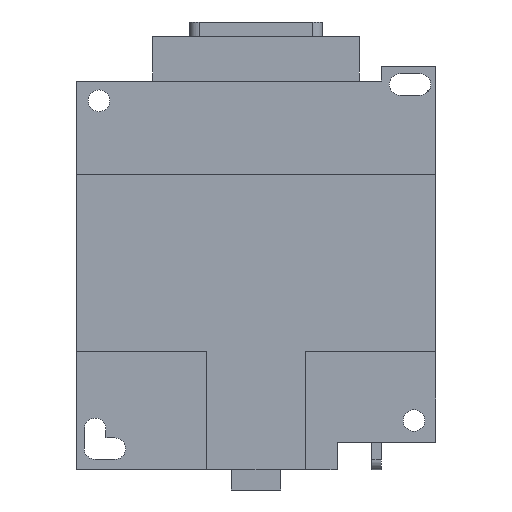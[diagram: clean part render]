
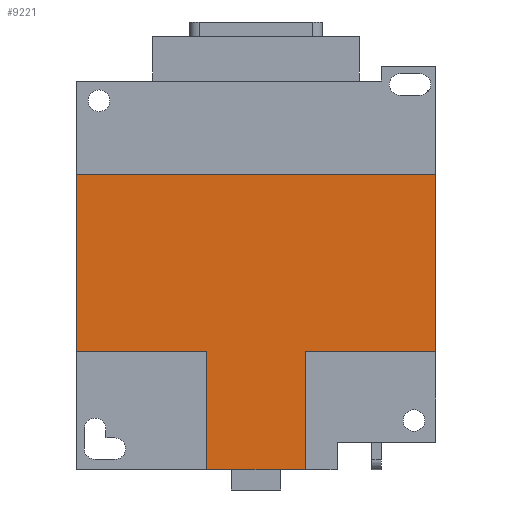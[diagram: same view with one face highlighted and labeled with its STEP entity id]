
A CAD part, front view. The second image highlights one B-rep face of the part: STEP entity #9221.
In plain terms, the highlighted planar face has unit normal (0, -1, 0).
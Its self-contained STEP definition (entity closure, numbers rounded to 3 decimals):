
#254 = CARTESIAN_POINT ( 'NONE',  ( 10., -38.5, -15.5 ) ) ;
#269 = VECTOR ( 'NONE', #12592, 1000. ) ;
#303 = CARTESIAN_POINT ( 'NONE',  ( -10., -38.5, -15.5 ) ) ;
#722 = CARTESIAN_POINT ( 'NONE',  ( 10., -38.5, -39.5 ) ) ;
#871 = CARTESIAN_POINT ( 'NONE',  ( -36.5, -38.5, -15.5 ) ) ;
#1175 = CARTESIAN_POINT ( 'NONE',  ( -36.5, -38.5, 20.5 ) ) ;
#1228 = EDGE_CURVE ( 'NONE', #18093, #3876, #13010, .T. ) ;
#1521 = DIRECTION ( 'NONE',  ( 0., 0., -1. ) ) ;
#1966 = CARTESIAN_POINT ( 'NONE',  ( -36.5, -38.5, -15.5 ) ) ;
#3284 = LINE ( 'NONE', #15430, #4006 ) ;
#3485 = DIRECTION ( 'NONE',  ( -1., 0., 0. ) ) ;
#3867 = CARTESIAN_POINT ( 'NONE',  ( -10., -38.5, -39.5 ) ) ;
#3876 = VERTEX_POINT ( 'NONE', #722 ) ;
#4006 = VECTOR ( 'NONE', #8017, 1000. ) ;
#4192 = VERTEX_POINT ( 'NONE', #871 ) ;
#4385 = ORIENTED_EDGE ( 'NONE', *, *, #9423, .T. ) ;
#4387 = ORIENTED_EDGE ( 'NONE', *, *, #1228, .F. ) ;
#4480 = CARTESIAN_POINT ( 'NONE',  ( -36.5, -38.5, 20.5 ) ) ;
#4642 = VECTOR ( 'NONE', #18345, 1000. ) ;
#4962 = CARTESIAN_POINT ( 'NONE',  ( -36.5, -38.5, 20.5 ) ) ;
#5242 = VECTOR ( 'NONE', #3485, 1000. ) ;
#5347 = CARTESIAN_POINT ( 'NONE',  ( 36.5, -38.5, 20.5 ) ) ;
#5726 = EDGE_CURVE ( 'NONE', #11595, #4192, #19418, .T. ) ;
#6476 = ORIENTED_EDGE ( 'NONE', *, *, #8766, .F. ) ;
#7107 = CARTESIAN_POINT ( 'NONE',  ( 10., -38.5, -39.5 ) ) ;
#7190 = AXIS2_PLACEMENT_3D ( 'NONE', #17052, #17245, #16850 ) ;
#7457 = LINE ( 'NONE', #9294, #4642 ) ;
#8017 = DIRECTION ( 'NONE',  ( 1., 0., 0. ) ) ;
#8202 = EDGE_CURVE ( 'NONE', #14945, #11595, #10856, .T. ) ;
#8766 = EDGE_CURVE ( 'NONE', #3876, #14583, #7457, .T. ) ;
#9221 = ADVANCED_FACE ( 'NONE', ( #13921 ), #11232, .T. ) ;
#9294 = CARTESIAN_POINT ( 'NONE',  ( 10., -38.5, -39.5 ) ) ;
#9346 = LINE ( 'NONE', #1966, #269 ) ;
#9423 = EDGE_CURVE ( 'NONE', #4192, #12392, #9346, .T. ) ;
#9724 = VECTOR ( 'NONE', #14460, 1000. ) ;
#10325 = CARTESIAN_POINT ( 'NONE',  ( -10., -38.5, -39.5 ) ) ;
#10856 = LINE ( 'NONE', #4962, #5242 ) ;
#11139 = VERTEX_POINT ( 'NONE', #17947 ) ;
#11232 = PLANE ( 'NONE',  #7190 ) ;
#11263 = ORIENTED_EDGE ( 'NONE', *, *, #8202, .T. ) ;
#11595 = VERTEX_POINT ( 'NONE', #1175 ) ;
#12089 = EDGE_CURVE ( 'NONE', #14583, #12392, #18910, .T. ) ;
#12392 = VERTEX_POINT ( 'NONE', #303 ) ;
#12592 = DIRECTION ( 'NONE',  ( 1., 0., 0. ) ) ;
#12670 = EDGE_CURVE ( 'NONE', #18093, #11139, #3284, .T. ) ;
#12950 = VECTOR ( 'NONE', #17429, 1000. ) ;
#12967 = CARTESIAN_POINT ( 'NONE',  ( 36.5, -38.5, 20.5 ) ) ;
#13010 = LINE ( 'NONE', #7107, #16619 ) ;
#13921 = FACE_OUTER_BOUND ( 'NONE', #16784, .T. ) ;
#14038 = ORIENTED_EDGE ( 'NONE', *, *, #14123, .T. ) ;
#14117 = ORIENTED_EDGE ( 'NONE', *, *, #5726, .T. ) ;
#14123 = EDGE_CURVE ( 'NONE', #11139, #14945, #14759, .T. ) ;
#14460 = DIRECTION ( 'NONE',  ( 0., 0., 1. ) ) ;
#14583 = VERTEX_POINT ( 'NONE', #10325 ) ;
#14759 = LINE ( 'NONE', #12967, #9724 ) ;
#14945 = VERTEX_POINT ( 'NONE', #5347 ) ;
#15430 = CARTESIAN_POINT ( 'NONE',  ( -36.5, -38.5, -15.5 ) ) ;
#16607 = ORIENTED_EDGE ( 'NONE', *, *, #12089, .F. ) ;
#16619 = VECTOR ( 'NONE', #18801, 1000. ) ;
#16784 = EDGE_LOOP ( 'NONE', ( #14117, #4385, #16607, #6476, #4387, #19208, #14038, #11263 ) ) ;
#16850 = DIRECTION ( 'NONE',  ( 0., 0., -1. ) ) ;
#17052 = CARTESIAN_POINT ( 'NONE',  ( 0., -38.5, 0. ) ) ;
#17245 = DIRECTION ( 'NONE',  ( 0., -1., 0. ) ) ;
#17426 = VECTOR ( 'NONE', #1521, 1000. ) ;
#17429 = DIRECTION ( 'NONE',  ( 0., 0., 1. ) ) ;
#17947 = CARTESIAN_POINT ( 'NONE',  ( 36.5, -38.5, -15.5 ) ) ;
#18093 = VERTEX_POINT ( 'NONE', #254 ) ;
#18345 = DIRECTION ( 'NONE',  ( -1., 0., 0. ) ) ;
#18801 = DIRECTION ( 'NONE',  ( 0., 0., -1. ) ) ;
#18910 = LINE ( 'NONE', #3867, #12950 ) ;
#19208 = ORIENTED_EDGE ( 'NONE', *, *, #12670, .T. ) ;
#19418 = LINE ( 'NONE', #4480, #17426 ) ;
